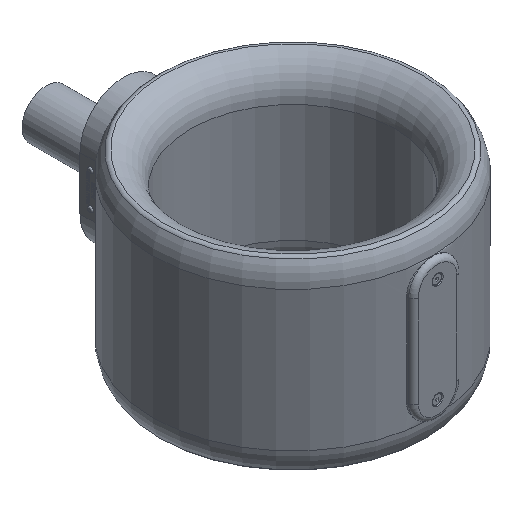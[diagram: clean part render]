
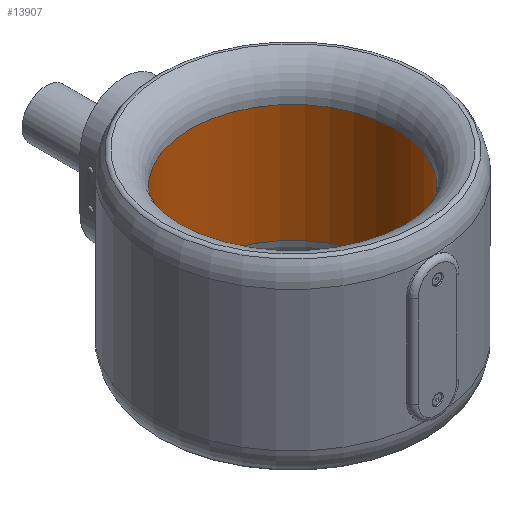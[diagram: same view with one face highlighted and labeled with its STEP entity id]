
A CAD part, isometric view. The second image highlights one B-rep face of the part: STEP entity #13907.
In plain terms, the highlighted cylindrical face has radius 106 mm (diameter 212 mm), a full revolution.
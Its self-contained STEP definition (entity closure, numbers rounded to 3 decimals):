
#319 = ORIENTED_EDGE ( 'NONE', *, *, #14442, .T. ) ;
#1989 = DIRECTION ( 'NONE',  ( 1., 0., 0. ) ) ;
#2254 = DIRECTION ( 'NONE',  ( 0., 0., 1. ) ) ;
#4893 = FACE_OUTER_BOUND ( 'NONE', #12291, .T. ) ;
#5552 = AXIS2_PLACEMENT_3D ( 'NONE', #14399, #16904, #7584 ) ;
#5610 = VERTEX_POINT ( 'NONE', #13939 ) ;
#5790 = VERTEX_POINT ( 'NONE', #11241 ) ;
#6026 = CIRCLE ( 'NONE', #14906, 106. ) ;
#7153 = EDGE_CURVE ( 'NONE', #5610, #5610, #6026, .T. ) ;
#7358 = CARTESIAN_POINT ( 'NONE',  ( 0., 0., 78.5 ) ) ;
#7445 = CARTESIAN_POINT ( 'NONE',  ( 0., 0., -43.5 ) ) ;
#7584 = DIRECTION ( 'NONE',  ( 1., 0., 0. ) ) ;
#7713 = DIRECTION ( 'NONE',  ( 1., 0., 0. ) ) ;
#8796 = DIRECTION ( 'NONE',  ( 0., 0., 1. ) ) ;
#10182 = FACE_OUTER_BOUND ( 'NONE', #16393, .T. ) ;
#10650 = ORIENTED_EDGE ( 'NONE', *, *, #7153, .F. ) ;
#11241 = CARTESIAN_POINT ( 'NONE',  ( 106., 0., 78.5 ) ) ;
#11440 = CYLINDRICAL_SURFACE ( 'NONE', #5552, 106. ) ;
#12291 = EDGE_LOOP ( 'NONE', ( #319 ) ) ;
#13907 = ADVANCED_FACE ( 'NONE', ( #10182, #4893 ), #11440, .F. ) ;
#13939 = CARTESIAN_POINT ( 'NONE',  ( 106., 0., -43.5 ) ) ;
#14399 = CARTESIAN_POINT ( 'NONE',  ( 0., 0., 0. ) ) ;
#14442 = EDGE_CURVE ( 'NONE', #5790, #5790, #15286, .T. ) ;
#14906 = AXIS2_PLACEMENT_3D ( 'NONE', #7445, #2254, #7713 ) ;
#15286 = CIRCLE ( 'NONE', #16987, 106. ) ;
#16393 = EDGE_LOOP ( 'NONE', ( #10650 ) ) ;
#16904 = DIRECTION ( 'NONE',  ( 0., 0., 1. ) ) ;
#16987 = AXIS2_PLACEMENT_3D ( 'NONE', #7358, #8796, #1989 ) ;
